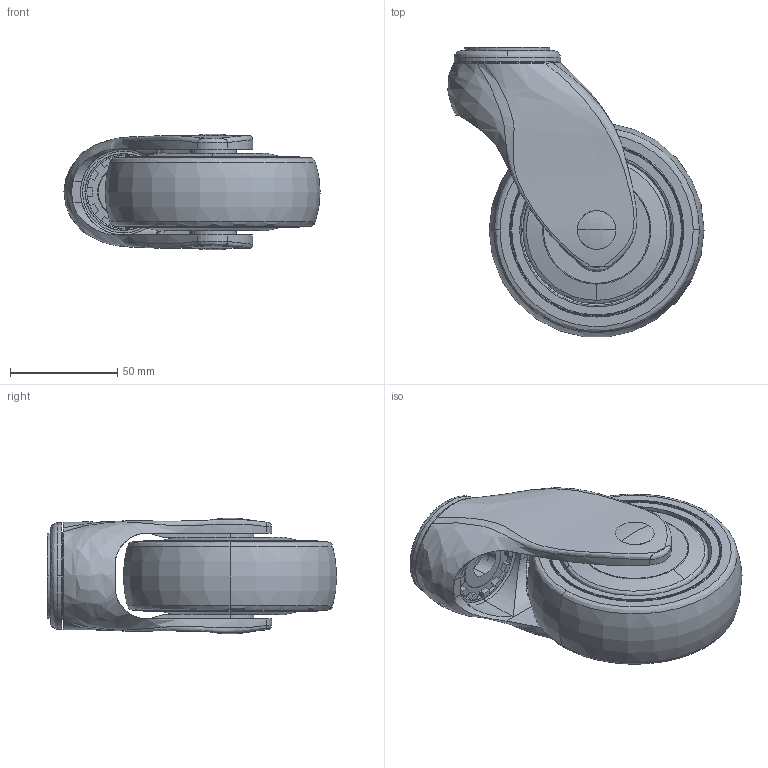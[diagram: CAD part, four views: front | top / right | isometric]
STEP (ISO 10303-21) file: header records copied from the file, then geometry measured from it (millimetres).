
FILE_DESCRIPTION (( 'STEP AP214' ), '1' );
FILE_NAME ('0040553.step', '2021-03-04T09:11:21', ( '' ), ( '' ), 'SwSTEP 2.0', 'SolidWorks 2020', '' );
FILE_SCHEMA (( 'AUTOMOTIVE_DESIGN' ));
Length unit declared in the file: millimetre
Products named in the file (1): 0040553
Bounding box: 119.21 x 134.63 x 53.81 mm (x, y, z)
Volume: 252380.7 mm3; surface area: 91952.9 mm2
Topology: 3 solids, 4 shells, 446 faces, 1185 edges, 767 vertices
Faces by surface type: plane 148, cylinder 131, bspline 117, cone 48, torus 2
Entity records: 26379 total; most frequent: CARTESIAN_POINT 11459, ORIENTED_EDGE 2358, DIRECTION 2061, EDGE_CURVE 1179, AXIS2_PLACEMENT_3D 834, VERTEX_POINT 764, CIRCLE 504, EDGE_LOOP 503
